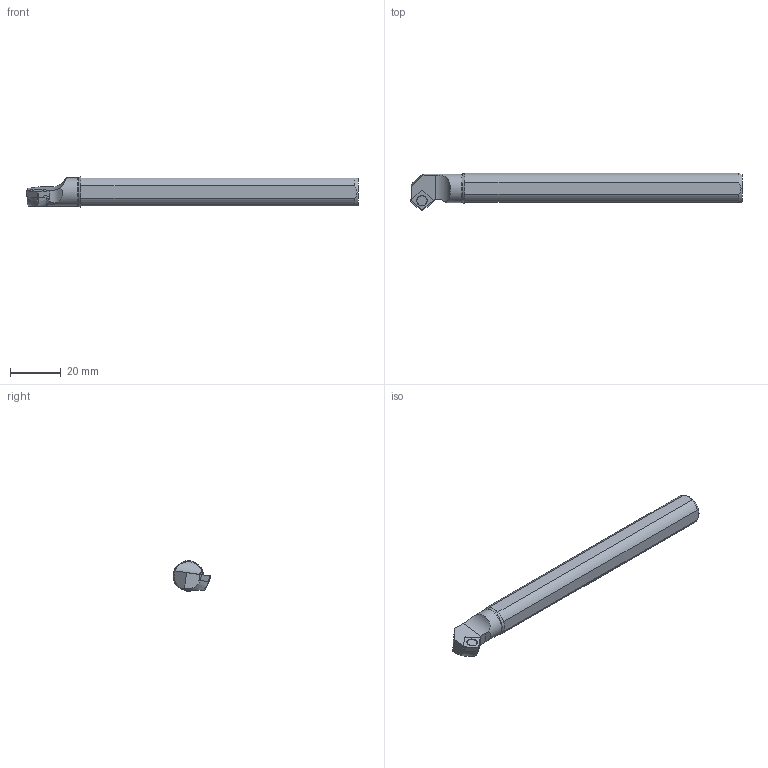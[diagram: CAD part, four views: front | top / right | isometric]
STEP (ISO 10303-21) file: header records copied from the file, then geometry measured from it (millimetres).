
FILE_DESCRIPTION(/* description */ (''),/* implementation_level */ '2;1');
FILE_NAME(/* name */ 'S12KSCXCR06_SIM.stp',/* time_stamp */ '2023-09-14T11:03:57+02:00',/* author */ (''),/* organization */ (''),/* preprocessor_version */ 'ST-DEVELOPER v18.102',/* originating_system */ 'SIEMENS PLM Software NX 2027',/* authorisation */ '');
FILE_SCHEMA (('AUTOMOTIVE_DESIGN { 1 0 10303 214 3 1 1 1 }'));
Length unit declared in the file: millimetre
Products named in the file (1): model1
Bounding box: 130.77 x 14.89 x 11.98 mm (x, y, z)
Volume: 13477.7 mm3; surface area: 5072.7 mm2
Topology: 2 solids, 2 shells, 44 faces, 107 edges, 68 vertices
Faces by surface type: plane 20, cone 10, cylinder 8, torus 6
Full cylindrical faces by diameter (mm): 2.8 x1, 4.1 x1, 11.2 x1
Entity records: 1402 total; most frequent: CARTESIAN_POINT 398, DIRECTION 206, ORIENTED_EDGE 188, EDGE_CURVE 94, AXIS2_PLACEMENT_3D 86, VERTEX_POINT 64, EDGE_LOOP 56, ADVANCED_FACE 44
